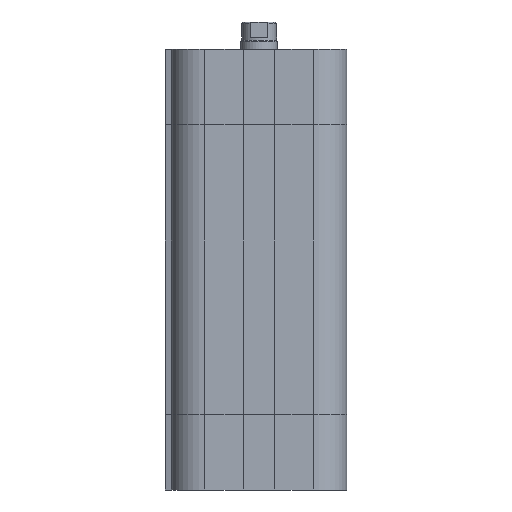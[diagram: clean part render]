
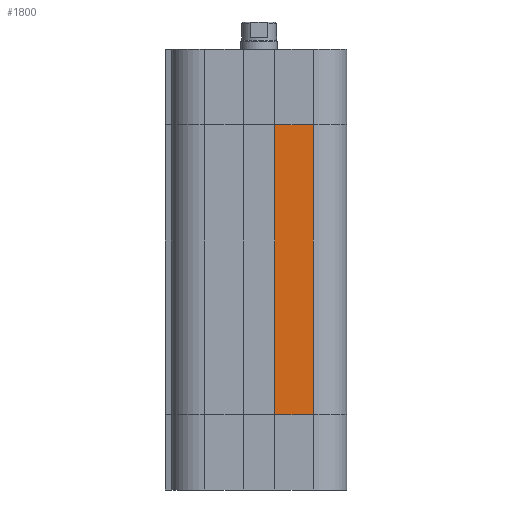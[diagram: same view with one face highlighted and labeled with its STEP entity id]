
A CAD part, left-side view. The second image highlights one B-rep face of the part: STEP entity #1800.
In plain terms, the highlighted planar face has unit normal (-1, 0, 0).
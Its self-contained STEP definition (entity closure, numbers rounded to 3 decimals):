
#1713=CARTESIAN_POINT('',(-14.5,-2.6,12.5));
#1714=VERTEX_POINT('',#1713);
#1721=CARTESIAN_POINT('',(-14.5,-2.6,60.5));
#1722=VERTEX_POINT('',#1721);
#1723=CARTESIAN_POINT('',(-14.5,-2.6,12.5));
#1724=DIRECTION('',(0.0,0.0,1.0));
#1725=VECTOR('',#1724,48.);
#1726=LINE('',#1723,#1725);
#1727=EDGE_CURVE('',#1714,#1722,#1726,.T.);
#1770=CARTESIAN_POINT('',(-14.5,-9.,0.0));
#1771=DIRECTION('',(-1.0,0.0,0.0));
#1772=DIRECTION('',(0.0,0.0,1.0));
#1773=AXIS2_PLACEMENT_3D('',#1770,#1771,#1772);
#1774=PLANE('',#1773);
#1775=CARTESIAN_POINT('',(-14.5,-9.,12.5));
#1776=VERTEX_POINT('',#1775);
#1777=CARTESIAN_POINT('',(-14.5,-2.6,12.5));
#1778=DIRECTION('',(0.0,-1.0,0.0));
#1779=VECTOR('',#1778,6.4);
#1780=LINE('',#1777,#1779);
#1781=EDGE_CURVE('',#1714,#1776,#1780,.T.);
#1782=ORIENTED_EDGE('',*,*,#1781,.T.);
#1783=CARTESIAN_POINT('',(-14.5,-9.,60.5));
#1784=VERTEX_POINT('',#1783);
#1785=CARTESIAN_POINT('',(-14.5,-9.,12.5));
#1786=DIRECTION('',(0.0,0.0,1.0));
#1787=VECTOR('',#1786,48.);
#1788=LINE('',#1785,#1787);
#1789=EDGE_CURVE('',#1776,#1784,#1788,.T.);
#1790=ORIENTED_EDGE('',*,*,#1789,.T.);
#1791=CARTESIAN_POINT('',(-14.5,-2.6,60.5));
#1792=DIRECTION('',(0.0,-1.0,0.0));
#1793=VECTOR('',#1792,6.4);
#1794=LINE('',#1791,#1793);
#1795=EDGE_CURVE('',#1722,#1784,#1794,.T.);
#1796=ORIENTED_EDGE('',*,*,#1795,.F.);
#1797=ORIENTED_EDGE('',*,*,#1727,.F.);
#1798=EDGE_LOOP('',(#1782,#1790,#1796,#1797));
#1799=FACE_OUTER_BOUND('',#1798,.T.);
#1800=ADVANCED_FACE('',(#1799),#1774,.T.);
